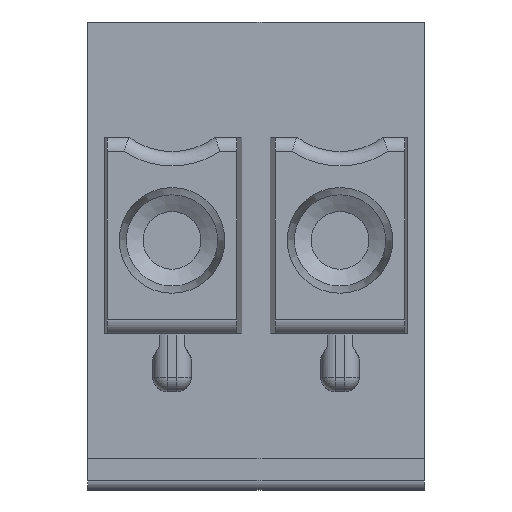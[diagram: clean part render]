
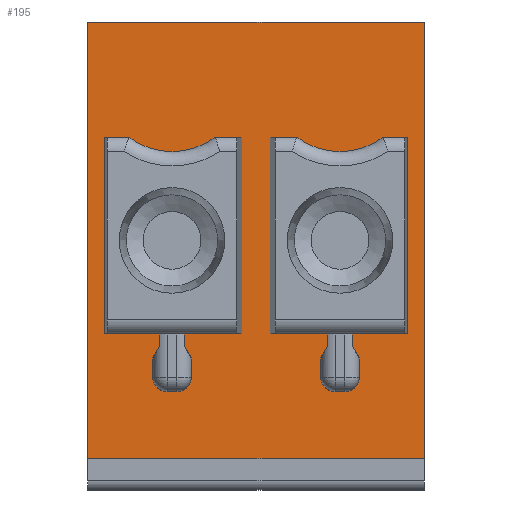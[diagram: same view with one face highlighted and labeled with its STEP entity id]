
A CAD part, front view. The second image highlights one B-rep face of the part: STEP entity #195.
In plain terms, the highlighted planar face has unit normal (0, -1, 0).
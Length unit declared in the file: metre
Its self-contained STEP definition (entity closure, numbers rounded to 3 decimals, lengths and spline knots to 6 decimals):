
#195=ADVANCED_FACE('',(#546,#547,#548),#549,.T.);
#546=FACE_BOUND('',#1074,.T.);
#547=FACE_OUTER_BOUND('',#1075,.T.);
#548=FACE_BOUND('',#1076,.T.);
#549=PLANE('',#1077);
#1074=EDGE_LOOP('',(#1608,#1609,#1610,#1611,#1612,#1613));
#1075=EDGE_LOOP('',(#1614,#1615,#1616,#1617));
#1076=EDGE_LOOP('',(#1618,#1619,#1620,#1621,#1622,#1623));
#1077=AXIS2_PLACEMENT_3D('',#1624,#1625,#1626);
#1608=ORIENTED_EDGE('',*,*,#3073,.F.);
#1609=ORIENTED_EDGE('',*,*,#3074,.F.);
#1610=ORIENTED_EDGE('',*,*,#3075,.T.);
#1611=ORIENTED_EDGE('',*,*,#3076,.F.);
#1612=ORIENTED_EDGE('',*,*,#3077,.F.);
#1613=ORIENTED_EDGE('',*,*,#3078,.T.);
#1614=ORIENTED_EDGE('',*,*,#3079,.F.);
#1615=ORIENTED_EDGE('',*,*,#3080,.T.);
#1616=ORIENTED_EDGE('',*,*,#3081,.T.);
#1617=ORIENTED_EDGE('',*,*,#3082,.F.);
#1618=ORIENTED_EDGE('',*,*,#3083,.F.);
#1619=ORIENTED_EDGE('',*,*,#3084,.T.);
#1620=ORIENTED_EDGE('',*,*,#3085,.T.);
#1621=ORIENTED_EDGE('',*,*,#3086,.F.);
#1622=ORIENTED_EDGE('',*,*,#3087,.F.);
#1623=ORIENTED_EDGE('',*,*,#3088,.T.);
#1624=CARTESIAN_POINT('',(0.,0.,-0.001227));
#1625=DIRECTION('',(0.,-1.0,0.));
#1626=DIRECTION('',(0.,0.,-1.0));
#3073=EDGE_CURVE('',#3655,#3656,#3657,.T.);
#3074=EDGE_CURVE('',#3658,#3655,#3659,.T.);
#3075=EDGE_CURVE('',#3658,#3660,#3661,.T.);
#3076=EDGE_CURVE('',#3662,#3660,#3663,.T.);
#3077=EDGE_CURVE('',#3664,#3662,#3665,.T.);
#3078=EDGE_CURVE('',#3664,#3656,#3666,.T.);
#3079=EDGE_CURVE('',#3667,#3668,#3669,.T.);
#3080=EDGE_CURVE('',#3667,#3670,#3671,.T.);
#3081=EDGE_CURVE('',#3670,#3672,#3673,.T.);
#3082=EDGE_CURVE('',#3668,#3672,#3674,.T.);
#3083=EDGE_CURVE('',#3675,#3676,#3677,.T.);
#3084=EDGE_CURVE('',#3675,#3678,#3679,.T.);
#3085=EDGE_CURVE('',#3678,#3680,#3681,.T.);
#3086=EDGE_CURVE('',#3682,#3680,#3683,.T.);
#3087=EDGE_CURVE('',#3684,#3682,#3685,.T.);
#3088=EDGE_CURVE('',#3684,#3676,#3686,.T.);
#3655=VERTEX_POINT('',#4508);
#3656=VERTEX_POINT('',#4509);
#3657=CIRCLE('',#4510,0.0015);
#3658=VERTEX_POINT('',#4511);
#3659=LINE('',#4512,#4513);
#3660=VERTEX_POINT('',#4514);
#3661=LINE('',#4515,#4516);
#3662=VERTEX_POINT('',#4517);
#3663=LINE('',#4518,#4519);
#3664=VERTEX_POINT('',#4520);
#3665=LINE('',#4521,#4522);
#3666=LINE('',#4523,#4524);
#3667=VERTEX_POINT('',#4525);
#3668=VERTEX_POINT('',#4526);
#3669=LINE('',#4527,#4528);
#3670=VERTEX_POINT('',#4529);
#3671=LINE('',#4530,#4531);
#3672=VERTEX_POINT('',#4532);
#3673=LINE('',#4533,#4534);
#3674=LINE('',#4535,#4536);
#3675=VERTEX_POINT('',#4537);
#3676=VERTEX_POINT('',#4538);
#3677=LINE('',#4539,#4540);
#3678=VERTEX_POINT('',#4541);
#3679=LINE('',#4542,#4543);
#3680=VERTEX_POINT('',#4544);
#3681=CIRCLE('',#4545,0.0015);
#3682=VERTEX_POINT('',#4546);
#3683=LINE('',#4547,#4548);
#3684=VERTEX_POINT('',#4549);
#3685=LINE('',#4550,#4551);
#3686=LINE('',#4552,#4553);
#4508=CARTESIAN_POINT('',(-0.01835,0.,-0.0024));
#4509=CARTESIAN_POINT('',(-0.02015,0.,-0.0024));
#4510=AXIS2_PLACEMENT_3D('',#5697,#5698,#5699);
#4511=CARTESIAN_POINT('',(-0.0178,0.,-0.0024));
#4512=CARTESIAN_POINT('',(-0.02038,0.,-0.0024));
#4513=VECTOR('',#5700,1.0);
#4514=CARTESIAN_POINT('',(-0.0178,0.,-0.0065));
#4515=CARTESIAN_POINT('',(-0.0178,0.,-0.00915));
#4516=VECTOR('',#5701,1.0);
#4517=CARTESIAN_POINT('',(-0.02065,0.,-0.0065));
#4518=CARTESIAN_POINT('',(-0.01812,0.,-0.0065));
#4519=VECTOR('',#5702,1.0);
#4520=CARTESIAN_POINT('',(-0.02065,0.,-0.0024));
#4521=CARTESIAN_POINT('',(-0.02065,0.,-0.008354));
#4522=VECTOR('',#5703,1.0);
#4523=CARTESIAN_POINT('',(-0.01812,0.,-0.0024));
#4524=VECTOR('',#5704,1.0);
#4525=CARTESIAN_POINT('',(-0.014,0.,-0.0091));
#4526=CARTESIAN_POINT('',(-0.021,0.,-0.0091));
#4527=CARTESIAN_POINT('',(0.,0.,-0.0091));
#4528=VECTOR('',#5705,1.0);
#4529=CARTESIAN_POINT('',(-0.014,0.,0.));
#4530=CARTESIAN_POINT('',(-0.014,0.,-0.001227));
#4531=VECTOR('',#5706,1.0);
#4532=CARTESIAN_POINT('',(-0.021,0.,0.));
#4533=CARTESIAN_POINT('',(0.,0.,0.));
#4534=VECTOR('',#5707,1.0);
#4535=CARTESIAN_POINT('',(-0.021,0.,-0.001227));
#4536=VECTOR('',#5708,1.0);
#4537=CARTESIAN_POINT('',(-0.0172,0.,-0.0024));
#4538=CARTESIAN_POINT('',(-0.0172,0.,-0.0065));
#4539=CARTESIAN_POINT('',(-0.0172,0.,-0.00915));
#4540=VECTOR('',#5709,1.0);
#4541=CARTESIAN_POINT('',(-0.01665,0.,-0.0024));
#4542=CARTESIAN_POINT('',(-0.01462,0.,-0.0024));
#4543=VECTOR('',#5710,1.0);
#4544=CARTESIAN_POINT('',(-0.01485,0.,-0.0024));
#4545=AXIS2_PLACEMENT_3D('',#5711,#5712,#5713);
#4546=CARTESIAN_POINT('',(-0.01435,0.,-0.0024));
#4547=CARTESIAN_POINT('',(-0.01688,0.,-0.0024));
#4548=VECTOR('',#5714,1.0);
#4549=CARTESIAN_POINT('',(-0.01435,0.,-0.0065));
#4550=CARTESIAN_POINT('',(-0.01435,0.,-0.008304));
#4551=VECTOR('',#5715,1.0);
#4552=CARTESIAN_POINT('',(-0.01688,0.,-0.0065));
#4553=VECTOR('',#5716,1.0);
#5697=CARTESIAN_POINT('',(-0.01925,0.,-0.0012));
#5698=DIRECTION('',(0.,1.0,0.));
#5699=DIRECTION('',(0.,0.,1.0));
#5700=DIRECTION('',(-1.0,0.,0.));
#5701=DIRECTION('',(0.,0.,-1.0));
#5702=DIRECTION('',(1.0,0.,0.));
#5703=DIRECTION('',(0.,0.,-1.0));
#5704=DIRECTION('',(1.0,0.,0.));
#5705=DIRECTION('',(-1.0,0.0,0.0));
#5706=DIRECTION('',(0.,0.,1.0));
#5707=DIRECTION('',(-1.0,0.0,0.0));
#5708=DIRECTION('',(0.,0.,1.0));
#5709=DIRECTION('',(0.,0.,-1.0));
#5710=DIRECTION('',(1.0,0.,0.));
#5711=CARTESIAN_POINT('',(-0.01575,0.,-0.0012));
#5712=DIRECTION('',(0.,-1.0,0.));
#5713=DIRECTION('',(0.,0.,1.0));
#5714=DIRECTION('',(-1.0,0.,0.));
#5715=DIRECTION('',(0.,0.,1.0));
#5716=DIRECTION('',(-1.0,0.,0.));
